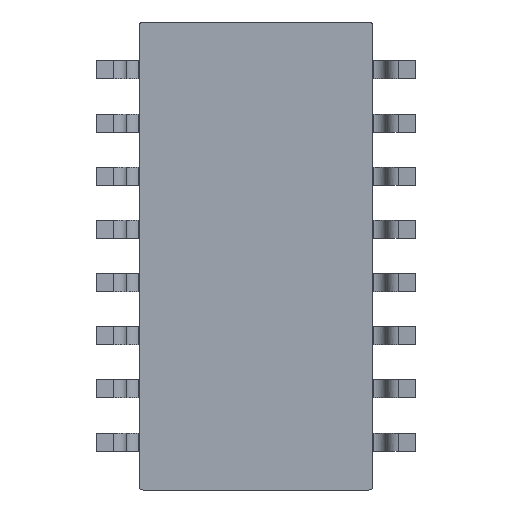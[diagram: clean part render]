
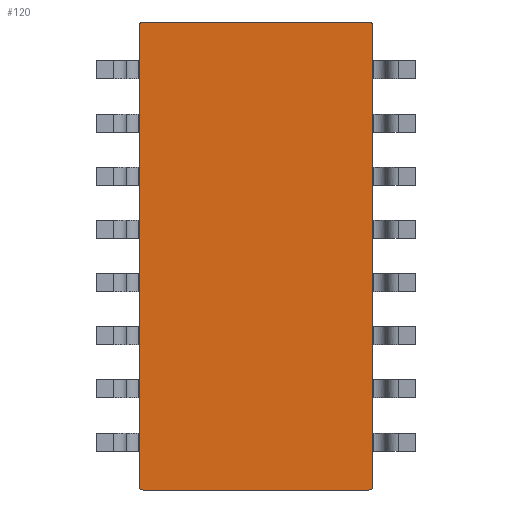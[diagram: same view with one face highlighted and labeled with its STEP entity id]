
A CAD part, front view. The second image highlights one B-rep face of the part: STEP entity #120.
In plain terms, the highlighted planar face has unit normal (0, -1, 0).
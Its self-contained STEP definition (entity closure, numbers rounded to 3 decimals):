
#34=AXIS2_PLACEMENT_3D('Plane Axis2P3D',#31,#32,#33) ;
#47=AXIS2_PLACEMENT_3D('Circle Axis2P3D',#45,#46,$) ;
#107=AXIS2_PLACEMENT_3D('Circle Axis2P3D',#105,#106,$) ;
#31=CARTESIAN_POINT('Axis2P3D Location',(0.,0.,0.)) ;
#36=CARTESIAN_POINT('Line Origine',(0.,0.,-4.32)) ;
#40=CARTESIAN_POINT('Vertex',(-2.695,0.,-4.32)) ;
#42=CARTESIAN_POINT('Vertex',(2.695,0.,-4.32)) ;
#45=CARTESIAN_POINT('Axis2P3D Location',(2.695,0.,-4.22)) ;
#49=CARTESIAN_POINT('Vertex',(2.795,0.,-4.22)) ;
#52=CARTESIAN_POINT('Line Origine',(2.795,0.,1.27)) ;
#56=CARTESIAN_POINT('Vertex',(2.795,0.,6.76)) ;
#60=CARTESIAN_POINT('Control Point',(2.795,0.,6.76)) ;
#61=CARTESIAN_POINT('Control Point',(2.795,0.,6.772)) ;
#62=CARTESIAN_POINT('Control Point',(2.793,0.,6.785)) ;
#63=CARTESIAN_POINT('Control Point',(2.789,0.,6.797)) ;
#64=CARTESIAN_POINT('Control Point',(2.777,0.,6.82)) ;
#65=CARTESIAN_POINT('Control Point',(2.76,0.,6.838)) ;
#66=CARTESIAN_POINT('Control Point',(2.749,0.,6.846)) ;
#67=CARTESIAN_POINT('Control Point',(2.732,0.,6.854)) ;
#68=CARTESIAN_POINT('Control Point',(2.714,0.,6.859)) ;
#69=CARTESIAN_POINT('Control Point',(2.708,0.,6.86)) ;
#70=CARTESIAN_POINT('Control Point',(2.701,0.,6.86)) ;
#71=CARTESIAN_POINT('Control Point',(2.695,0.,6.86)) ;
#72=CARTESIAN_POINT('Vertex',(2.695,0.,6.86)) ;
#75=CARTESIAN_POINT('Line Origine',(0.,0.,6.86)) ;
#79=CARTESIAN_POINT('Vertex',(-2.695,0.,6.86)) ;
#83=CARTESIAN_POINT('Control Point',(-2.695,0.,6.86)) ;
#84=CARTESIAN_POINT('Control Point',(-2.707,0.,6.86)) ;
#85=CARTESIAN_POINT('Control Point',(-2.72,0.,6.858)) ;
#86=CARTESIAN_POINT('Control Point',(-2.732,0.,6.854)) ;
#87=CARTESIAN_POINT('Control Point',(-2.755,0.,6.842)) ;
#88=CARTESIAN_POINT('Control Point',(-2.773,0.,6.825)) ;
#89=CARTESIAN_POINT('Control Point',(-2.781,0.,6.814)) ;
#90=CARTESIAN_POINT('Control Point',(-2.789,0.,6.797)) ;
#91=CARTESIAN_POINT('Control Point',(-2.794,0.,6.779)) ;
#92=CARTESIAN_POINT('Control Point',(-2.795,0.,6.773)) ;
#93=CARTESIAN_POINT('Control Point',(-2.795,0.,6.766)) ;
#94=CARTESIAN_POINT('Control Point',(-2.795,0.,6.76)) ;
#95=CARTESIAN_POINT('Vertex',(-2.795,0.,6.76)) ;
#98=CARTESIAN_POINT('Line Origine',(-2.795,0.,1.27)) ;
#102=CARTESIAN_POINT('Vertex',(-2.795,0.,-4.22)) ;
#105=CARTESIAN_POINT('Axis2P3D Location',(-2.695,0.,-4.22)) ;
#32=DIRECTION('Axis2P3D Direction',(-0.,1.,0.)) ;
#33=DIRECTION('Axis2P3D XDirection',(1.,0.,0.)) ;
#37=DIRECTION('Vector Direction',(1.,0.,0.)) ;
#46=DIRECTION('Axis2P3D Direction',(-0.,1.,0.)) ;
#53=DIRECTION('Vector Direction',(0.,0.,-1.)) ;
#76=DIRECTION('Vector Direction',(1.,0.,0.)) ;
#99=DIRECTION('Vector Direction',(0.,0.,1.)) ;
#106=DIRECTION('Axis2P3D Direction',(-0.,1.,0.)) ;
#38=VECTOR('Line Direction',#37,1.) ;
#54=VECTOR('Line Direction',#53,1.) ;
#77=VECTOR('Line Direction',#76,1.) ;
#100=VECTOR('Line Direction',#99,1.) ;
#111=ORIENTED_EDGE('',*,*,#44,.T.) ;
#112=ORIENTED_EDGE('',*,*,#51,.F.) ;
#113=ORIENTED_EDGE('',*,*,#58,.F.) ;
#114=ORIENTED_EDGE('',*,*,#74,.T.) ;
#115=ORIENTED_EDGE('',*,*,#81,.F.) ;
#116=ORIENTED_EDGE('',*,*,#97,.T.) ;
#117=ORIENTED_EDGE('',*,*,#104,.F.) ;
#118=ORIENTED_EDGE('',*,*,#109,.F.) ;
#120=ADVANCED_FACE('MANIFOLD_SOLID_BREP #6961',(#119),#35,.F.) ;
#59=B_SPLINE_CURVE_WITH_KNOTS('',5,(#60,#61,#62,#63,#64,#65,#66,#67,#68,#69,#70,#71),.UNSPECIFIED.,.F.,.U.,(6,3,3,6),(0.,0.088,0.176,0.221),.UNSPECIFIED.) ;
#82=B_SPLINE_CURVE_WITH_KNOTS('',5,(#83,#84,#85,#86,#87,#88,#89,#90,#91,#92,#93,#94),.UNSPECIFIED.,.F.,.U.,(6,3,3,6),(0.,0.088,0.176,0.221),.UNSPECIFIED.) ;
#48=CIRCLE('generated circle',#47,0.1) ;
#108=CIRCLE('generated circle',#107,0.1) ;
#44=EDGE_CURVE('',#41,#43,#39,.T.) ;
#51=EDGE_CURVE('',#50,#43,#48,.T.) ;
#58=EDGE_CURVE('',#57,#50,#55,.T.) ;
#74=EDGE_CURVE('',#57,#73,#59,.T.) ;
#81=EDGE_CURVE('',#80,#73,#78,.T.) ;
#97=EDGE_CURVE('',#80,#96,#82,.T.) ;
#104=EDGE_CURVE('',#103,#96,#101,.T.) ;
#109=EDGE_CURVE('',#41,#103,#108,.T.) ;
#110=EDGE_LOOP('',(#111,#112,#113,#114,#115,#116,#117,#118)) ;
#119=FACE_OUTER_BOUND('',#110,.T.) ;
#39=LINE('Line',#36,#38) ;
#55=LINE('Line',#52,#54) ;
#78=LINE('Line',#75,#77) ;
#101=LINE('Line',#98,#100) ;
#35=PLANE('',#34) ;
#41=VERTEX_POINT('',#40) ;
#43=VERTEX_POINT('',#42) ;
#50=VERTEX_POINT('',#49) ;
#57=VERTEX_POINT('',#56) ;
#73=VERTEX_POINT('',#72) ;
#80=VERTEX_POINT('',#79) ;
#96=VERTEX_POINT('',#95) ;
#103=VERTEX_POINT('',#102) ;
